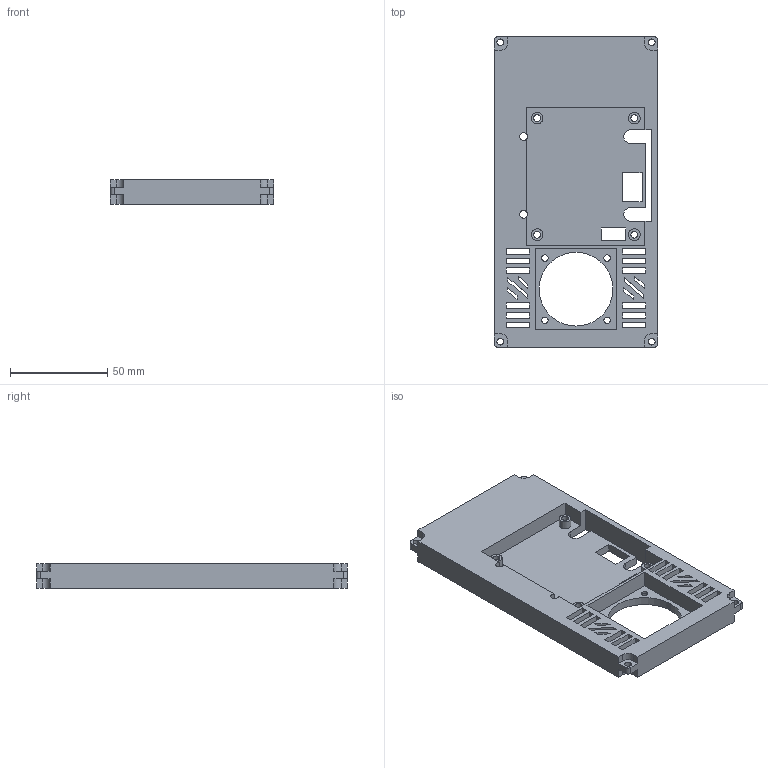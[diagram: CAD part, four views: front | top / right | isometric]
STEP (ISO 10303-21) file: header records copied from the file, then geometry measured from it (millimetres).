
FILE_DESCRIPTION (( 'STEP AP214' ), '1' );
FILE_NAME ('價釱1-voron.STEP', '2025-08-22T02:02:27', ( '' ), ( '' ), 'SwSTEP 2.0', 'SolidWorks 2018', '' );
FILE_SCHEMA (( 'AUTOMOTIVE_DESIGN' ));
Length unit declared in the file: millimetre
Products named in the file (1): 價釱1-voron
Bounding box: 84 x 160 x 12.8 mm (x, y, z)
Volume: 98707.1 mm3; surface area: 41889.3 mm2
Topology: 1 solids, 1 shells, 224 faces, 624 edges, 416 vertices
Faces by surface type: plane 152, cylinder 72
Entity records: 7354 total; most frequent: CARTESIAN_POINT 1265, ORIENTED_EDGE 1248, DIRECTION 1222, EDGE_CURVE 624, LINE 476, VECTOR 476, VERTEX_POINT 416, AXIS2_PLACEMENT_3D 373
